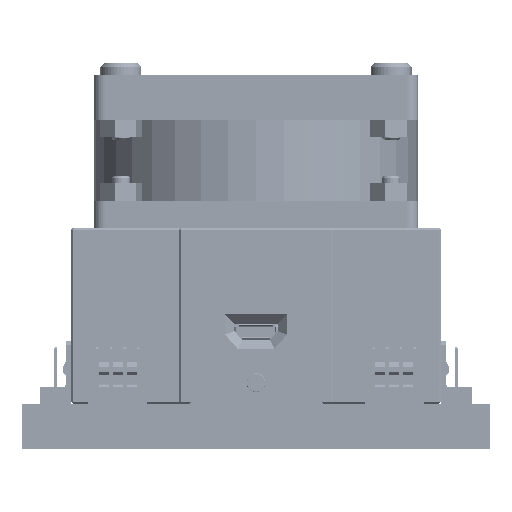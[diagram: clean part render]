
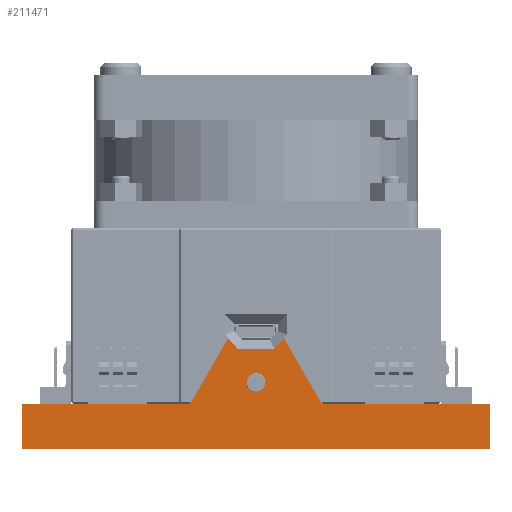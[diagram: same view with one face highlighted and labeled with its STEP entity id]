
A CAD part, front view. The second image highlights one B-rep face of the part: STEP entity #211471.
In plain terms, the highlighted planar face has unit normal (0, -1, 0).
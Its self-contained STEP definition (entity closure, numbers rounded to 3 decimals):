
#2068 = AXIS2_PLACEMENT_3D ( 'NONE', #118554, #244748, #217227 ) ;
#3614 = DIRECTION ( 'NONE',  ( 0., 0., -1. ) ) ;
#12462 = ORIENTED_EDGE ( 'NONE', *, *, #288525, .F. ) ;
#12753 = VECTOR ( 'NONE', #87817, 1000. ) ;
#18281 = VERTEX_POINT ( 'NONE', #297923 ) ;
#18871 = CARTESIAN_POINT ( 'NONE',  ( 60.181, -53.3, 127.011 ) ) ;
#29020 = DIRECTION ( 'NONE',  ( 1., 0., 0. ) ) ;
#33780 = EDGE_CURVE ( 'NONE', #203820, #176716, #207893, .T. ) ;
#36657 = DIRECTION ( 'NONE',  ( -1., 0., 0. ) ) ;
#36857 = CARTESIAN_POINT ( 'NONE',  ( -53.031, -53.3, 114.627 ) ) ;
#52693 = EDGE_CURVE ( 'NONE', #86092, #276702, #135529, .T. ) ;
#55407 = ORIENTED_EDGE ( 'NONE', *, *, #94975, .F. ) ;
#67042 = DIRECTION ( 'NONE',  ( -0.665, 0., -0.747 ) ) ;
#78605 = VECTOR ( 'NONE', #170950, 1000. ) ;
#82498 = ORIENTED_EDGE ( 'NONE', *, *, #94706, .F. ) ;
#83963 = ORIENTED_EDGE ( 'NONE', *, *, #283883, .F. ) ;
#86092 = VERTEX_POINT ( 'NONE', #300187 ) ;
#87817 = DIRECTION ( 'NONE',  ( 1., 0., 0. ) ) ;
#88316 = LINE ( 'NONE', #235550, #117534 ) ;
#91493 = DIRECTION ( 'NONE',  ( 0., 0., -1. ) ) ;
#91689 = CIRCLE ( 'NONE', #184784, 1.753 ) ;
#94706 = EDGE_CURVE ( 'NONE', #268548, #18281, #243418, .T. ) ;
#94975 = EDGE_CURVE ( 'NONE', #208707, #86092, #235042, .T. ) ;
#97178 = DIRECTION ( 'NONE',  ( 1., 0., 0. ) ) ;
#100429 = ORIENTED_EDGE ( 'NONE', *, *, #52693, .F. ) ;
#106661 = CARTESIAN_POINT ( 'NONE',  ( 0., -53.3, 5.613 ) ) ;
#107314 = CARTESIAN_POINT ( 'NONE',  ( -43.3, -53.3, 1.6 ) ) ;
#107912 = CARTESIAN_POINT ( 'NONE',  ( 43.3, -53.3, -6.6 ) ) ;
#108271 = DIRECTION ( 'NONE',  ( 0., -1., 0. ) ) ;
#108698 = CARTESIAN_POINT ( 'NONE',  ( 43.3, -53.3, -6.6 ) ) ;
#116987 = CARTESIAN_POINT ( 'NONE',  ( 5.151, -53.3, 13.853 ) ) ;
#117534 = VECTOR ( 'NONE', #91493, 1000. ) ;
#117948 = VERTEX_POINT ( 'NONE', #278418 ) ;
#118554 = CARTESIAN_POINT ( 'NONE',  ( 14.3, -53.3, 153.5 ) ) ;
#120235 = EDGE_CURVE ( 'NONE', #217970, #215602, #91689, .T. ) ;
#125555 = CARTESIAN_POINT ( 'NONE',  ( -3.258, -53.3, 11.727 ) ) ;
#126643 = LINE ( 'NONE', #225300, #150271 ) ;
#129117 = VECTOR ( 'NONE', #36657, 1000. ) ;
#129267 = VECTOR ( 'NONE', #276422, 1000. ) ;
#130561 = DIRECTION ( 'NONE',  ( 0., -1., 0. ) ) ;
#132663 = CARTESIAN_POINT ( 'NONE',  ( 12.225, -53.3, 1.6 ) ) ;
#135529 = LINE ( 'NONE', #18871, #294222 ) ;
#143087 = DIRECTION ( 'NONE',  ( 1., 0., 0. ) ) ;
#143377 = EDGE_CURVE ( 'NONE', #18281, #169997, #88316, .T. ) ;
#143380 = EDGE_LOOP ( 'NONE', ( #213436, #83963 ) ) ;
#146023 = FACE_OUTER_BOUND ( 'NONE', #246714, .T. ) ;
#147622 = PLANE ( 'NONE',  #2068 ) ;
#147758 = CIRCLE ( 'NONE', #267184, 1.753 ) ;
#150271 = VECTOR ( 'NONE', #3614, 1000. ) ;
#157271 = LINE ( 'NONE', #233266, #178229 ) ;
#169460 = EDGE_CURVE ( 'NONE', #169997, #182603, #282596, .T. ) ;
#169997 = VERTEX_POINT ( 'NONE', #108698 ) ;
#170950 = DIRECTION ( 'NONE',  ( -0.665, 0., 0.747 ) ) ;
#172859 = VECTOR ( 'NONE', #143087, 1000. ) ;
#176716 = VERTEX_POINT ( 'NONE', #200168 ) ;
#177058 = CARTESIAN_POINT ( 'NONE',  ( -5.151, -53.3, 13.853 ) ) ;
#178229 = VECTOR ( 'NONE', #259154, 1000. ) ;
#181965 = VECTOR ( 'NONE', #67042, 1000. ) ;
#182603 = VERTEX_POINT ( 'NONE', #256510 ) ;
#184784 = AXIS2_PLACEMENT_3D ( 'NONE', #318841, #130561, #97178 ) ;
#191893 = ORIENTED_EDGE ( 'NONE', *, *, #193449, .T. ) ;
#193449 = EDGE_CURVE ( 'NONE', #176716, #117948, #157271, .T. ) ;
#200168 = CARTESIAN_POINT ( 'NONE',  ( 3.376, -53.3, 11.86 ) ) ;
#200899 = ORIENTED_EDGE ( 'NONE', *, *, #243614, .T. ) ;
#203820 = VERTEX_POINT ( 'NONE', #116987 ) ;
#207893 = LINE ( 'NONE', #288709, #181965 ) ;
#208707 = VERTEX_POINT ( 'NONE', #287621 ) ;
#211471 = ADVANCED_FACE ( 'NONE', ( #291697, #146023 ), #147622, .F. ) ;
#213063 = CARTESIAN_POINT ( 'NONE',  ( 1.753, -53.3, 5.613 ) ) ;
#213436 = ORIENTED_EDGE ( 'NONE', *, *, #120235, .F. ) ;
#215602 = VERTEX_POINT ( 'NONE', #241783 ) ;
#217227 = DIRECTION ( 'NONE',  ( -1., 0., 0. ) ) ;
#217495 = CARTESIAN_POINT ( 'NONE',  ( -43.3, -53.3, 1.6 ) ) ;
#217970 = VERTEX_POINT ( 'NONE', #213063 ) ;
#222866 = EDGE_CURVE ( 'NONE', #117948, #276702, #271213, .T. ) ;
#225105 = ORIENTED_EDGE ( 'NONE', *, *, #143377, .F. ) ;
#225300 = CARTESIAN_POINT ( 'NONE',  ( -43.3, -53.3, 138.943 ) ) ;
#232138 = ORIENTED_EDGE ( 'NONE', *, *, #33780, .T. ) ;
#233266 = CARTESIAN_POINT ( 'NONE',  ( 3.554, -53.3, 11.86 ) ) ;
#235042 = LINE ( 'NONE', #107314, #12753 ) ;
#235550 = CARTESIAN_POINT ( 'NONE',  ( 43.3, -53.3, 138.943 ) ) ;
#241783 = CARTESIAN_POINT ( 'NONE',  ( -1.753, -53.3, 5.613 ) ) ;
#243418 = LINE ( 'NONE', #217495, #172859 ) ;
#243614 = EDGE_CURVE ( 'NONE', #208707, #182603, #126643, .T. ) ;
#244748 = DIRECTION ( 'NONE',  ( 0., 1., 0. ) ) ;
#246714 = EDGE_LOOP ( 'NONE', ( #232138, #191893, #251551, #100429, #55407, #200899, #293198, #225105, #82498, #12462 ) ) ;
#251551 = ORIENTED_EDGE ( 'NONE', *, *, #222866, .T. ) ;
#256510 = CARTESIAN_POINT ( 'NONE',  ( -43.3, -53.3, -6.6 ) ) ;
#259154 = DIRECTION ( 'NONE',  ( -1., 0., 0. ) ) ;
#267184 = AXIS2_PLACEMENT_3D ( 'NONE', #106661, #108271, #29020 ) ;
#268548 = VERTEX_POINT ( 'NONE', #132663 ) ;
#271213 = LINE ( 'NONE', #125555, #78605 ) ;
#276422 = DIRECTION ( 'NONE',  ( 0.5, 0., -0.866 ) ) ;
#276702 = VERTEX_POINT ( 'NONE', #177058 ) ;
#278418 = CARTESIAN_POINT ( 'NONE',  ( -3.376, -53.3, 11.86 ) ) ;
#282596 = LINE ( 'NONE', #107912, #129117 ) ;
#283883 = EDGE_CURVE ( 'NONE', #215602, #217970, #147758, .T. ) ;
#284380 = DIRECTION ( 'NONE',  ( 0.5, 0., 0.866 ) ) ;
#287621 = CARTESIAN_POINT ( 'NONE',  ( -43.3, -53.3, 1.6 ) ) ;
#288525 = EDGE_CURVE ( 'NONE', #203820, #268548, #305522, .T. ) ;
#288709 = CARTESIAN_POINT ( 'NONE',  ( 5.84, -53.3, 14.628 ) ) ;
#291697 = FACE_BOUND ( 'NONE', #143380, .T. ) ;
#293198 = ORIENTED_EDGE ( 'NONE', *, *, #169460, .F. ) ;
#294222 = VECTOR ( 'NONE', #284380, 1000. ) ;
#297923 = CARTESIAN_POINT ( 'NONE',  ( 43.3, -53.3, 1.6 ) ) ;
#300187 = CARTESIAN_POINT ( 'NONE',  ( -12.225, -53.3, 1.6 ) ) ;
#305522 = LINE ( 'NONE', #36857, #129267 ) ;
#318841 = CARTESIAN_POINT ( 'NONE',  ( 0., -53.3, 5.613 ) ) ;
